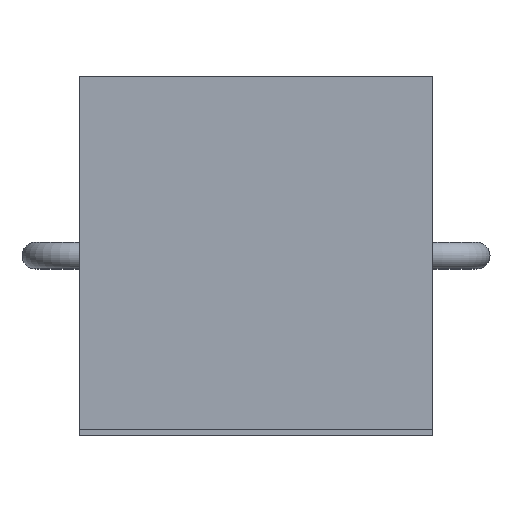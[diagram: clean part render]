
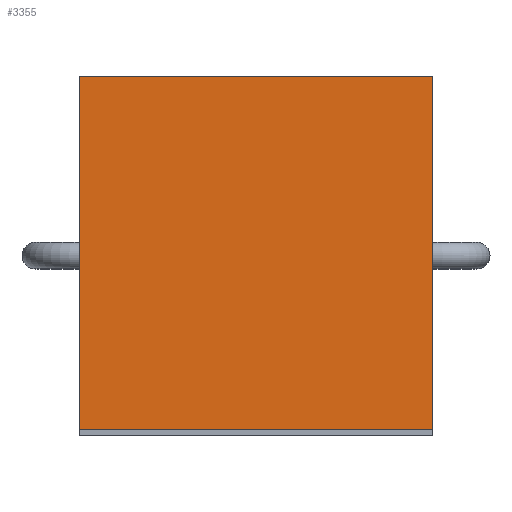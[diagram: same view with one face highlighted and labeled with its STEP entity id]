
A CAD part, top view. The second image highlights one B-rep face of the part: STEP entity #3355.
In plain terms, the highlighted planar face has unit normal (0, 0, 1).
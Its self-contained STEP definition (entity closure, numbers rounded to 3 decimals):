
#3058 = PLANE('',#3059);
#3059 = AXIS2_PLACEMENT_3D('',#3060,#3061,#3062);
#3060 = CARTESIAN_POINT('',(-100.,100.,1990.));
#3061 = DIRECTION('',(0.,1.,0.));
#3062 = DIRECTION('',(1.,0.,0.));
#3086 = PLANE('',#3087);
#3087 = AXIS2_PLACEMENT_3D('',#3088,#3089,#3090);
#3088 = CARTESIAN_POINT('',(100.,100.,1990.));
#3089 = DIRECTION('',(1.,0.,-0.));
#3090 = DIRECTION('',(0.,-1.,0.));
#3114 = PLANE('',#3115);
#3115 = AXIS2_PLACEMENT_3D('',#3116,#3117,#3118);
#3116 = CARTESIAN_POINT('',(100.,-100.,1990.));
#3117 = DIRECTION('',(0.,-1.,0.));
#3118 = DIRECTION('',(-1.,0.,0.));
#3140 = PLANE('',#3141);
#3141 = AXIS2_PLACEMENT_3D('',#3142,#3143,#3144);
#3142 = CARTESIAN_POINT('',(-100.,-100.,1990.));
#3143 = DIRECTION('',(-1.,0.,0.));
#3144 = DIRECTION('',(0.,1.,0.));
#3159 = VERTEX_POINT('',#3160);
#3160 = CARTESIAN_POINT('',(-100.,100.,2000.));
#3181 = EDGE_CURVE('',#3159,#3182,#3184,.T.);
#3182 = VERTEX_POINT('',#3183);
#3183 = CARTESIAN_POINT('',(100.,100.,2000.));
#3184 = SURFACE_CURVE('',#3185,(#3189,#3196),.PCURVE_S1.);
#3185 = LINE('',#3186,#3187);
#3186 = CARTESIAN_POINT('',(-100.,100.,2000.));
#3187 = VECTOR('',#3188,1.);
#3188 = DIRECTION('',(1.,0.,0.));
#3189 = PCURVE('',#3058,#3190);
#3190 = DEFINITIONAL_REPRESENTATION('',(#3191),#3195);
#3191 = LINE('',#3192,#3193);
#3192 = CARTESIAN_POINT('',(0.,-10.));
#3193 = VECTOR('',#3194,1.);
#3194 = DIRECTION('',(1.,0.));
#3195 = ( GEOMETRIC_REPRESENTATION_CONTEXT(2) 
PARAMETRIC_REPRESENTATION_CONTEXT() REPRESENTATION_CONTEXT('2D SPACE',''
  ) );
#3196 = PCURVE('',#3197,#3202);
#3197 = PLANE('',#3198);
#3198 = AXIS2_PLACEMENT_3D('',#3199,#3200,#3201);
#3199 = CARTESIAN_POINT('',(0.,0.,2000.));
#3200 = DIRECTION('',(-0.,-0.,-1.));
#3201 = DIRECTION('',(-1.,0.,0.));
#3202 = DEFINITIONAL_REPRESENTATION('',(#3203),#3207);
#3203 = LINE('',#3204,#3205);
#3204 = CARTESIAN_POINT('',(100.,100.));
#3205 = VECTOR('',#3206,1.);
#3206 = DIRECTION('',(-1.,0.));
#3207 = ( GEOMETRIC_REPRESENTATION_CONTEXT(2) 
PARAMETRIC_REPRESENTATION_CONTEXT() REPRESENTATION_CONTEXT('2D SPACE',''
  ) );
#3235 = VERTEX_POINT('',#3236);
#3236 = CARTESIAN_POINT('',(-100.,-100.,2000.));
#3257 = EDGE_CURVE('',#3235,#3159,#3258,.T.);
#3258 = SURFACE_CURVE('',#3259,(#3263,#3270),.PCURVE_S1.);
#3259 = LINE('',#3260,#3261);
#3260 = CARTESIAN_POINT('',(-100.,-100.,2000.));
#3261 = VECTOR('',#3262,1.);
#3262 = DIRECTION('',(0.,1.,0.));
#3263 = PCURVE('',#3140,#3264);
#3264 = DEFINITIONAL_REPRESENTATION('',(#3265),#3269);
#3265 = LINE('',#3266,#3267);
#3266 = CARTESIAN_POINT('',(0.,-10.));
#3267 = VECTOR('',#3268,1.);
#3268 = DIRECTION('',(1.,0.));
#3269 = ( GEOMETRIC_REPRESENTATION_CONTEXT(2) 
PARAMETRIC_REPRESENTATION_CONTEXT() REPRESENTATION_CONTEXT('2D SPACE',''
  ) );
#3270 = PCURVE('',#3197,#3271);
#3271 = DEFINITIONAL_REPRESENTATION('',(#3272),#3276);
#3272 = LINE('',#3273,#3274);
#3273 = CARTESIAN_POINT('',(100.,-100.));
#3274 = VECTOR('',#3275,1.);
#3275 = DIRECTION('',(0.,1.));
#3276 = ( GEOMETRIC_REPRESENTATION_CONTEXT(2) 
PARAMETRIC_REPRESENTATION_CONTEXT() REPRESENTATION_CONTEXT('2D SPACE',''
  ) );
#3284 = EDGE_CURVE('',#3182,#3285,#3287,.T.);
#3285 = VERTEX_POINT('',#3286);
#3286 = CARTESIAN_POINT('',(100.,-100.,2000.));
#3287 = SURFACE_CURVE('',#3288,(#3292,#3299),.PCURVE_S1.);
#3288 = LINE('',#3289,#3290);
#3289 = CARTESIAN_POINT('',(100.,100.,2000.));
#3290 = VECTOR('',#3291,1.);
#3291 = DIRECTION('',(0.,-1.,0.));
#3292 = PCURVE('',#3086,#3293);
#3293 = DEFINITIONAL_REPRESENTATION('',(#3294),#3298);
#3294 = LINE('',#3295,#3296);
#3295 = CARTESIAN_POINT('',(0.,-10.));
#3296 = VECTOR('',#3297,1.);
#3297 = DIRECTION('',(1.,0.));
#3298 = ( GEOMETRIC_REPRESENTATION_CONTEXT(2) 
PARAMETRIC_REPRESENTATION_CONTEXT() REPRESENTATION_CONTEXT('2D SPACE',''
  ) );
#3299 = PCURVE('',#3197,#3300);
#3300 = DEFINITIONAL_REPRESENTATION('',(#3301),#3305);
#3301 = LINE('',#3302,#3303);
#3302 = CARTESIAN_POINT('',(-100.,100.));
#3303 = VECTOR('',#3304,1.);
#3304 = DIRECTION('',(0.,-1.));
#3305 = ( GEOMETRIC_REPRESENTATION_CONTEXT(2) 
PARAMETRIC_REPRESENTATION_CONTEXT() REPRESENTATION_CONTEXT('2D SPACE',''
  ) );
#3333 = EDGE_CURVE('',#3285,#3235,#3334,.T.);
#3334 = SURFACE_CURVE('',#3335,(#3339,#3346),.PCURVE_S1.);
#3335 = LINE('',#3336,#3337);
#3336 = CARTESIAN_POINT('',(100.,-100.,2000.));
#3337 = VECTOR('',#3338,1.);
#3338 = DIRECTION('',(-1.,0.,0.));
#3339 = PCURVE('',#3114,#3340);
#3340 = DEFINITIONAL_REPRESENTATION('',(#3341),#3345);
#3341 = LINE('',#3342,#3343);
#3342 = CARTESIAN_POINT('',(0.,-10.));
#3343 = VECTOR('',#3344,1.);
#3344 = DIRECTION('',(1.,0.));
#3345 = ( GEOMETRIC_REPRESENTATION_CONTEXT(2) 
PARAMETRIC_REPRESENTATION_CONTEXT() REPRESENTATION_CONTEXT('2D SPACE',''
  ) );
#3346 = PCURVE('',#3197,#3347);
#3347 = DEFINITIONAL_REPRESENTATION('',(#3348),#3352);
#3348 = LINE('',#3349,#3350);
#3349 = CARTESIAN_POINT('',(-100.,-100.));
#3350 = VECTOR('',#3351,1.);
#3351 = DIRECTION('',(1.,0.));
#3352 = ( GEOMETRIC_REPRESENTATION_CONTEXT(2) 
PARAMETRIC_REPRESENTATION_CONTEXT() REPRESENTATION_CONTEXT('2D SPACE',''
  ) );
#3355 = ADVANCED_FACE('',(#3356),#3197,.F.);
#3356 = FACE_BOUND('',#3357,.F.);
#3357 = EDGE_LOOP('',(#3358,#3359,#3360,#3361));
#3358 = ORIENTED_EDGE('',*,*,#3181,.T.);
#3359 = ORIENTED_EDGE('',*,*,#3284,.T.);
#3360 = ORIENTED_EDGE('',*,*,#3333,.T.);
#3361 = ORIENTED_EDGE('',*,*,#3257,.T.);
